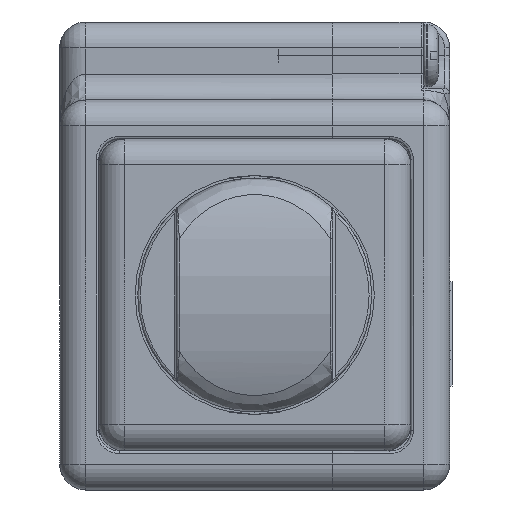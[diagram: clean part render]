
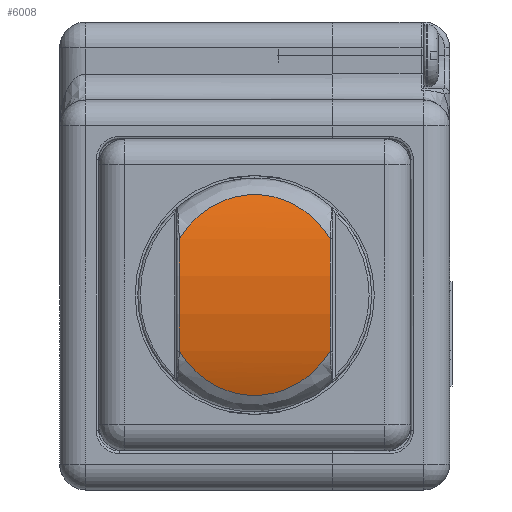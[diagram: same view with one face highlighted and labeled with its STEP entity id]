
A CAD part, front view. The second image highlights one B-rep face of the part: STEP entity #6008.
In plain terms, the highlighted cylindrical face has radius 10.625 mm (diameter 21.25 mm), a partial arc.
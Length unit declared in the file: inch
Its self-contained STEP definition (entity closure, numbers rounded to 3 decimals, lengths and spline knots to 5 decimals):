
#214 = ORIENTED_EDGE ( 'NONE', *, *, #30030, .F. ) ;
#358 = CARTESIAN_POINT ( 'NONE',  ( -0.17717, -0.37894, 0. ) ) ;
#872 = CARTESIAN_POINT ( 'NONE',  ( -0.11223, 0.02995, -0.08834 ) ) ;
#1257 = CARTESIAN_POINT ( 'NONE',  ( -0.09505, 0.02452, -0.11085 ) ) ;
#2096 = ORIENTED_EDGE ( 'NONE', *, *, #27123, .F. ) ;
#3844 = CARTESIAN_POINT ( 'NONE',  ( -0.11417, 0.03061, -0.08516 ) ) ;
#5014 = CARTESIAN_POINT ( 'NONE',  ( -0.00861, 0.01067, 0.15227 ) ) ;
#5790 = CARTESIAN_POINT ( 'NONE',  ( -0.09505, 0.02452, 0.11085 ) ) ;
#6008 = ADVANCED_FACE ( 'NONE', ( #27858 ), #6284, .T. ) ;
#6284 = CYLINDRICAL_SURFACE ( 'NONE', #7225, 0.41831 ) ;
#7213 = EDGE_CURVE ( 'NONE', #16811, #27755, #37012, .T. ) ;
#7225 = AXIS2_PLACEMENT_3D ( 'NONE', #358, #15572, #21308 ) ;
#7359 = CARTESIAN_POINT ( 'NONE',  ( 0.06438, 0.01701, -0.13506 ) ) ;
#8173 = CARTESIAN_POINT ( 'NONE',  ( 0.09611, 0.02482, 0.10973 ) ) ;
#8652 = AXIS2_PLACEMENT_3D ( 'NONE', #19785, #32269, #14447 ) ;
#8755 = CARTESIAN_POINT ( 'NONE',  ( 0.1125, 0.03004, 0.08789 ) ) ;
#9071 = EDGE_CURVE ( 'NONE', #28702, #15971, #25714, .T. ) ;
#9950 = CARTESIAN_POINT ( 'NONE',  ( 0.08099, 0.02074, -0.1237 ) ) ;
#10348 = CARTESIAN_POINT ( 'NONE',  ( -0.0454, 0.01378, -0.14413 ) ) ;
#10438 = CARTESIAN_POINT ( 'NONE',  ( 0.11417, 0.03061, 0.08516 ) ) ;
#11136 = CARTESIAN_POINT ( 'NONE',  ( 0.06438, 0.01701, 0.13506 ) ) ;
#12532 = CARTESIAN_POINT ( 'NONE',  ( 0.11417, 0.03061, -0.08516 ) ) ;
#12762 =( BOUNDED_CURVE ( )  B_SPLINE_CURVE ( 3, ( #3844, #872, #15886, #1257, #16074, #25387, #10348, #27975, #24990, #22414, #34510, #37077, #7359, #9950, #30543, #15493, #27571, #12532 ),
 .UNSPECIFIED., .F., .T. ) 
 B_SPLINE_CURVE_WITH_KNOTS ( ( 4, 1, 1, 1, 1, 1, 1, 1, 1, 1, 1, 1, 1, 1, 1, 4 ),
 ( 0., 0.03927, 0.11377, 0.18774, 0.26054, 0.33168, 0.40091, 0.46879, 0.53622, 0.60417, 0.67353, 0.74481, 0.81772, 0.89175, 0.96626, 1. ),
 .UNSPECIFIED. ) 
 CURVE ( )  GEOMETRIC_REPRESENTATION_ITEM ( )  RATIONAL_B_SPLINE_CURVE ( ( 1.126, 1.126, 1.126, 1.126, 1.126, 1.126, 1.126, 1.126, 1.126, 1.126, 1.126, 1.126, 1.126, 1.126, 1.126, 1.126, 1.126, 1.126 ) ) 
 REPRESENTATION_ITEM ( '' )  );
#14447 = DIRECTION ( 'NONE',  ( 0., 0.979, -0.204 ) ) ;
#14497 = CARTESIAN_POINT ( 'NONE',  ( -0.07981, 0.02044, 0.12463 ) ) ;
#15493 = CARTESIAN_POINT ( 'NONE',  ( 0.10689, 0.02817, -0.09645 ) ) ;
#15572 = DIRECTION ( 'NONE',  ( 1., 0., 0. ) ) ;
#15886 = CARTESIAN_POINT ( 'NONE',  ( -0.10629, 0.02797, -0.0973 ) ) ;
#15971 = VERTEX_POINT ( 'NONE', #29089 ) ;
#16074 = CARTESIAN_POINT ( 'NONE',  ( -0.07981, 0.02044, -0.12463 ) ) ;
#16811 = VERTEX_POINT ( 'NONE', #10438 ) ;
#17057 = CARTESIAN_POINT ( 'NONE',  ( -0.0631, 0.01676, 0.13579 ) ) ;
#17423 = DIRECTION ( 'NONE',  ( -1., 0., 0. ) ) ;
#17630 = CARTESIAN_POINT ( 'NONE',  ( 0.0285, 0.01183, 0.1493 ) ) ;
#17807 =( BOUNDED_CURVE ( )  B_SPLINE_CURVE ( 3, ( #26187, #8755, #35686, #8173, #26568, #11136, #32904, #17630, #35487, #5014, #23200, #29354, #17057, #14497, #5790, #29163, #23400, #17830 ),
 .UNSPECIFIED., .F., .F. ) 
 B_SPLINE_CURVE_WITH_KNOTS ( ( 4, 1, 1, 1, 1, 1, 1, 1, 1, 1, 1, 1, 1, 1, 1, 4 ),
 ( 0., 0.03375, 0.10826, 0.18229, 0.2552, 0.32648, 0.39584, 0.46378, 0.53121, 0.59909, 0.66832, 0.73946, 0.81226, 0.88623, 0.96073, 1. ),
 .UNSPECIFIED. ) 
 CURVE ( )  GEOMETRIC_REPRESENTATION_ITEM ( )  RATIONAL_B_SPLINE_CURVE ( ( 1.126, 1.126, 1.126, 1.126, 1.126, 1.126, 1.126, 1.126, 1.126, 1.126, 1.126, 1.126, 1.126, 1.126, 1.126, 1.126, 1.126, 1.126 ) ) 
 REPRESENTATION_ITEM ( '' )  );
#17830 = CARTESIAN_POINT ( 'NONE',  ( -0.11417, 0.03061, 0.08516 ) ) ;
#19785 = CARTESIAN_POINT ( 'NONE',  ( -0.11417, -0.37894, 0. ) ) ;
#20568 = ORIENTED_EDGE ( 'NONE', *, *, #9071, .T. ) ;
#21308 = DIRECTION ( 'NONE',  ( 0., -1., 0. ) ) ;
#22414 = CARTESIAN_POINT ( 'NONE',  ( 0.00999, 0.01071, -0.15217 ) ) ;
#23200 = CARTESIAN_POINT ( 'NONE',  ( -0.02713, 0.01171, 0.14961 ) ) ;
#23400 = CARTESIAN_POINT ( 'NONE',  ( -0.11223, 0.02995, 0.08834 ) ) ;
#23700 = AXIS2_PLACEMENT_3D ( 'NONE', #38819, #17423, #29925 ) ;
#24926 = EDGE_LOOP ( 'NONE', ( #214, #20568, #2096, #34581 ) ) ;
#24990 = CARTESIAN_POINT ( 'NONE',  ( -0.00861, 0.01067, -0.15227 ) ) ;
#25387 = CARTESIAN_POINT ( 'NONE',  ( -0.0631, 0.01676, -0.13579 ) ) ;
#25714 = CIRCLE ( 'NONE', #8652, 0.41831 ) ;
#26187 = CARTESIAN_POINT ( 'NONE',  ( 0.11417, 0.03061, 0.08516 ) ) ;
#26568 = CARTESIAN_POINT ( 'NONE',  ( 0.08099, 0.02074, 0.1237 ) ) ;
#27123 = EDGE_CURVE ( 'NONE', #16811, #15971, #17807, .T. ) ;
#27571 = CARTESIAN_POINT ( 'NONE',  ( 0.1125, 0.03004, -0.08789 ) ) ;
#27755 = VERTEX_POINT ( 'NONE', #28198 ) ;
#27858 = FACE_OUTER_BOUND ( 'NONE', #24926, .T. ) ;
#27975 = CARTESIAN_POINT ( 'NONE',  ( -0.02713, 0.01171, -0.14961 ) ) ;
#28198 = CARTESIAN_POINT ( 'NONE',  ( 0.11417, 0.03061, -0.08516 ) ) ;
#28702 = VERTEX_POINT ( 'NONE', #33315 ) ;
#29089 = CARTESIAN_POINT ( 'NONE',  ( -0.11417, 0.03061, 0.08516 ) ) ;
#29163 = CARTESIAN_POINT ( 'NONE',  ( -0.10629, 0.02797, 0.0973 ) ) ;
#29354 = CARTESIAN_POINT ( 'NONE',  ( -0.0454, 0.01378, 0.14413 ) ) ;
#29925 = DIRECTION ( 'NONE',  ( 0., 0.979, 0.204 ) ) ;
#30030 = EDGE_CURVE ( 'NONE', #28702, #27755, #12762, .T. ) ;
#30543 = CARTESIAN_POINT ( 'NONE',  ( 0.09611, 0.02482, -0.10973 ) ) ;
#32269 = DIRECTION ( 'NONE',  ( 1., 0., 0. ) ) ;
#32904 = CARTESIAN_POINT ( 'NONE',  ( 0.04674, 0.01397, 0.14361 ) ) ;
#33315 = CARTESIAN_POINT ( 'NONE',  ( -0.11417, 0.03061, -0.08516 ) ) ;
#34510 = CARTESIAN_POINT ( 'NONE',  ( 0.0285, 0.01183, -0.1493 ) ) ;
#34581 = ORIENTED_EDGE ( 'NONE', *, *, #7213, .T. ) ;
#35487 = CARTESIAN_POINT ( 'NONE',  ( 0.00999, 0.01071, 0.15217 ) ) ;
#35686 = CARTESIAN_POINT ( 'NONE',  ( 0.10689, 0.02817, 0.09645 ) ) ;
#37012 = CIRCLE ( 'NONE', #23700, 0.41831 ) ;
#37077 = CARTESIAN_POINT ( 'NONE',  ( 0.04674, 0.01397, -0.14361 ) ) ;
#38819 = CARTESIAN_POINT ( 'NONE',  ( 0.11417, -0.37894, 0. ) ) ;
